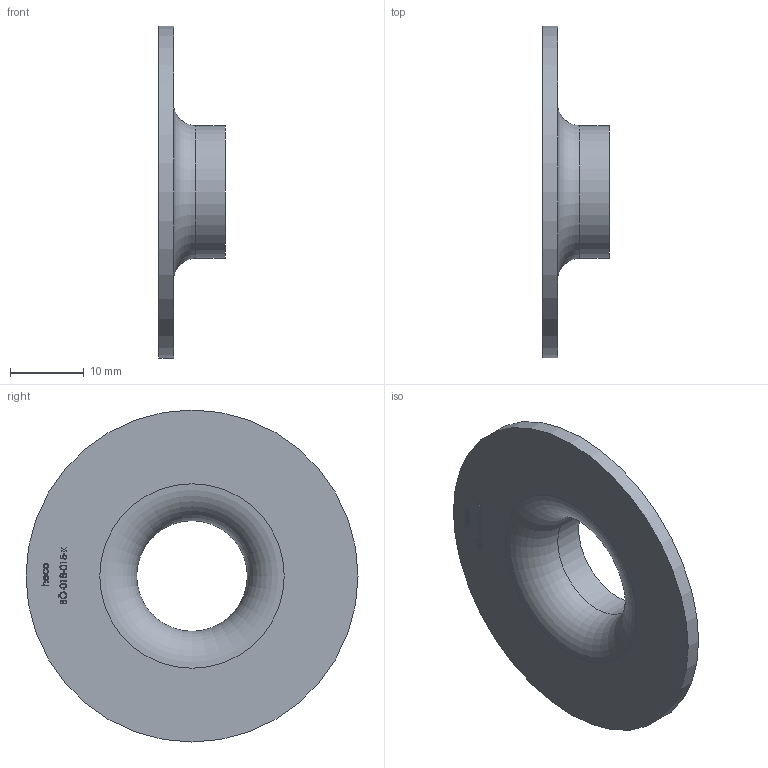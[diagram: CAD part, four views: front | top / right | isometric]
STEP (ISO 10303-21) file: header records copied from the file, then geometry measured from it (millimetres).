
FILE_DESCRIPTION (( 'STEP AP214' ), '1' );
FILE_NAME ('BÖ-018-015-x Vorschweissbördel 2012.STEP', '2020-12-02T10:41:10', ( '' ), ( '' ), 'SwSTEP 2.0', 'SolidWorks 2019', '' );
FILE_SCHEMA (( 'AUTOMOTIVE_DESIGN' ));
Length unit declared in the file: millimetre
Products named in the file (1): BÖ-018-015-x Vorschweissbördel 2012
Bounding box: 9 x 45 x 45 mm (x, y, z)
Volume: 3197.8 mm3; surface area: 3791.4 mm2
Topology: 1 solids, 1 shells, 202 faces, 514 edges, 342 vertices
Faces by surface type: bspline 103, plane 94, cylinder 3, torus 2
Full cylindrical faces by diameter (mm): 15 x1, 18 x1, 45 x1
Entity records: 14000 total; most frequent: CARTESIAN_POINT 7757, ORIENTED_EDGE 1018, DIRECTION 511, EDGE_CURVE 509, VERTEX_POINT 342, LINE 295, VECTOR 295, EDGE_LOOP 237
